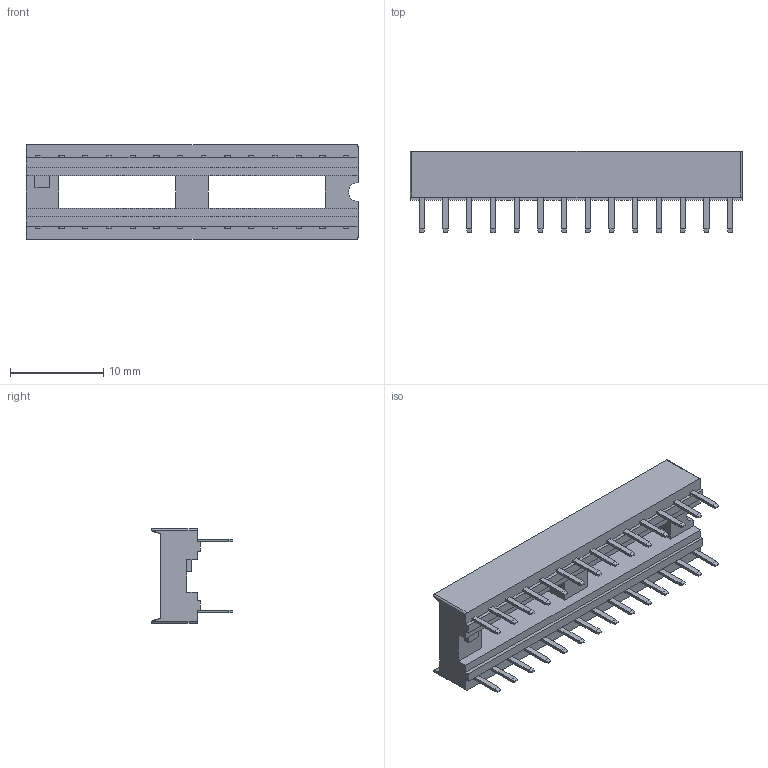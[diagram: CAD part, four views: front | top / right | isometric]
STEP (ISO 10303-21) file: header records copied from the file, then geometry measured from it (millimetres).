
FILE_DESCRIPTION (( 'STEP AP214' ), '1' );
FILE_NAME ('ED281DT.STEP', '2019-12-05T05:01:55', ( '' ), ( '' ), 'SwSTEP 2.0', 'SolidWorks 2016', '' );
FILE_SCHEMA (( 'AUTOMOTIVE_DESIGN' ));
Length unit declared in the file: millimetre
Products named in the file (1): ED281DT
Bounding box: 35.56 x 8.7 x 10.16 mm (x, y, z)
Volume: 888.7 mm3; surface area: 3113.9 mm2
Topology: 29 solids, 29 shells, 1354 faces, 3530 edges, 2260 vertices
Faces by surface type: plane 1237, cylinder 117
Entity records: 40874 total; most frequent: CARTESIAN_POINT 7145, ORIENTED_EDGE 7060, DIRECTION 6474, EDGE_CURVE 3530, LINE 3296, VECTOR 3296, VERTEX_POINT 2260, AXIS2_PLACEMENT_3D 1589
